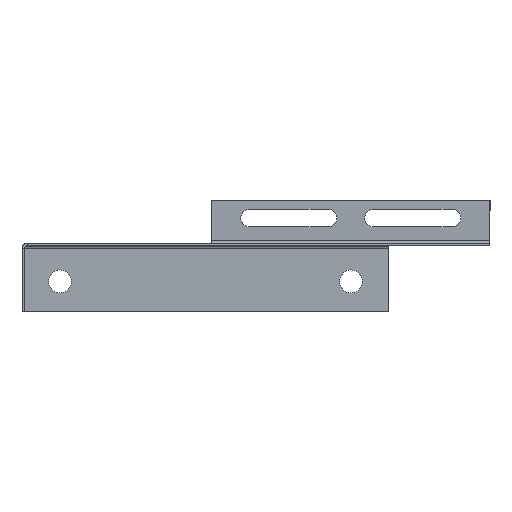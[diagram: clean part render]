
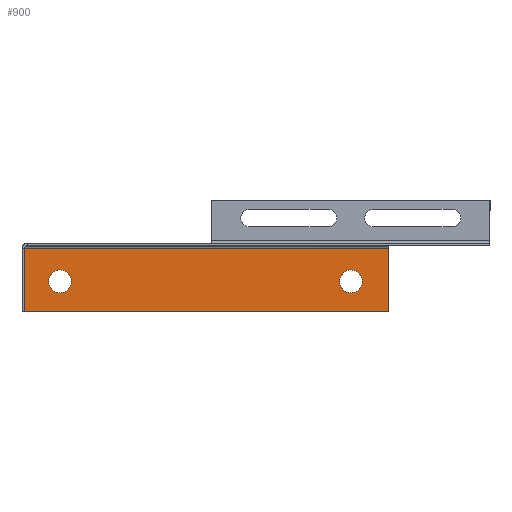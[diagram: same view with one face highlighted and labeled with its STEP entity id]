
A CAD part, front view. The second image highlights one B-rep face of the part: STEP entity #900.
In plain terms, the highlighted planar face has unit normal (0, -1, 0).
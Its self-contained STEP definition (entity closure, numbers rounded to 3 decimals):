
#10 = DIRECTION ( 'NONE',  ( 0., -1., 0. ) ) ;
#29 = CARTESIAN_POINT ( 'NONE',  ( -65., 124., -27. ) ) ;
#35 = DIRECTION ( 'NONE',  ( 0., 0., 1. ) ) ;
#150 = DIRECTION ( 'NONE',  ( 0., 0., 1. ) ) ;
#164 = EDGE_CURVE ( 'NONE', #4083, #3800, #849, .T. ) ;
#199 = DIRECTION ( 'NONE',  ( 0., -1., 0. ) ) ;
#256 = EDGE_CURVE ( 'NONE', #4083, #2465, #3659, .T. ) ;
#397 = AXIS2_PLACEMENT_3D ( 'NONE', #2013, #10, #35 ) ;
#463 = VECTOR ( 'NONE', #3595, 1000. ) ;
#476 = CARTESIAN_POINT ( 'NONE',  ( 65., 124., -15. ) ) ;
#488 = ORIENTED_EDGE ( 'NONE', *, *, #4178, .F. ) ;
#696 = LINE ( 'NONE', #2389, #1471 ) ;
#734 = VERTEX_POINT ( 'NONE', #3726 ) ;
#742 = CARTESIAN_POINT ( 'NONE',  ( -50., 124., -15. ) ) ;
#760 = DIRECTION ( 'NONE',  ( 0., 1., 0. ) ) ;
#821 = DIRECTION ( 'NONE',  ( 0., 0., 1. ) ) ;
#828 = CARTESIAN_POINT ( 'NONE',  ( -136.52, 124., -2. ) ) ;
#849 = LINE ( 'NONE', #828, #463 ) ;
#900 = ADVANCED_FACE ( 'NONE', ( #1517, #2849, #3174 ), #4206, .F. ) ;
#915 = CIRCLE ( 'NONE', #4009, 4.5 ) ;
#946 = DIRECTION ( 'NONE',  ( 0., 0., 1. ) ) ;
#1053 = CARTESIAN_POINT ( 'NONE',  ( 80., 124., -27. ) ) ;
#1082 = VECTOR ( 'NONE', #3708, 1000. ) ;
#1306 = CARTESIAN_POINT ( 'NONE',  ( -50., 124., -19.5 ) ) ;
#1406 = CIRCLE ( 'NONE', #3881, 4.5 ) ;
#1471 = VECTOR ( 'NONE', #3731, 1000. ) ;
#1517 = FACE_OUTER_BOUND ( 'NONE', #1690, .T. ) ;
#1630 = CARTESIAN_POINT ( 'NONE',  ( 65., 124., -19.5 ) ) ;
#1664 = VERTEX_POINT ( 'NONE', #3572 ) ;
#1679 = CIRCLE ( 'NONE', #3375, 4.5 ) ;
#1690 = EDGE_LOOP ( 'NONE', ( #4145, #4269, #2923, #3754 ) ) ;
#1827 = DIRECTION ( 'NONE',  ( 0., -1., 0. ) ) ;
#1871 = CARTESIAN_POINT ( 'NONE',  ( 65., 124., -15. ) ) ;
#2013 = CARTESIAN_POINT ( 'NONE',  ( -50., 124., -15. ) ) ;
#2389 = CARTESIAN_POINT ( 'NONE',  ( 0., 124., -27. ) ) ;
#2406 = DIRECTION ( 'NONE',  ( 0., -1., 0. ) ) ;
#2462 = EDGE_LOOP ( 'NONE', ( #2997, #4005 ) ) ;
#2465 = VERTEX_POINT ( 'NONE', #1053 ) ;
#2519 = CARTESIAN_POINT ( 'NONE',  ( 0., 124., 0. ) ) ;
#2602 = CARTESIAN_POINT ( 'NONE',  ( 80., 124., -2. ) ) ;
#2720 = CARTESIAN_POINT ( 'NONE',  ( -65., 124., -2. ) ) ;
#2784 = ORIENTED_EDGE ( 'NONE', *, *, #3860, .F. ) ;
#2849 = FACE_BOUND ( 'NONE', #2462, .T. ) ;
#2854 = CARTESIAN_POINT ( 'NONE',  ( -65., 124., 0. ) ) ;
#2873 = EDGE_CURVE ( 'NONE', #1664, #3520, #1679, .T. ) ;
#2923 = ORIENTED_EDGE ( 'NONE', *, *, #256, .F. ) ;
#2932 = EDGE_CURVE ( 'NONE', #3520, #1664, #915, .T. ) ;
#2997 = ORIENTED_EDGE ( 'NONE', *, *, #2873, .F. ) ;
#3037 = VERTEX_POINT ( 'NONE', #1306 ) ;
#3174 = FACE_BOUND ( 'NONE', #3501, .T. ) ;
#3375 = AXIS2_PLACEMENT_3D ( 'NONE', #1871, #199, #3845 ) ;
#3431 = DIRECTION ( 'NONE',  ( 0., 0., 1. ) ) ;
#3501 = EDGE_LOOP ( 'NONE', ( #2784, #488 ) ) ;
#3515 = EDGE_CURVE ( 'NONE', #3871, #3800, #3969, .T. ) ;
#3520 = VERTEX_POINT ( 'NONE', #1630 ) ;
#3572 = CARTESIAN_POINT ( 'NONE',  ( 65., 124., -10.5 ) ) ;
#3595 = DIRECTION ( 'NONE',  ( -1., 0., 0. ) ) ;
#3659 = LINE ( 'NONE', #4048, #1082 ) ;
#3708 = DIRECTION ( 'NONE',  ( 0., 0., -1. ) ) ;
#3726 = CARTESIAN_POINT ( 'NONE',  ( -50., 124., -10.5 ) ) ;
#3731 = DIRECTION ( 'NONE',  ( -1., 0., 0. ) ) ;
#3754 = ORIENTED_EDGE ( 'NONE', *, *, #164, .T. ) ;
#3800 = VERTEX_POINT ( 'NONE', #2720 ) ;
#3802 = EDGE_CURVE ( 'NONE', #2465, #3871, #696, .T. ) ;
#3817 = VECTOR ( 'NONE', #946, 1000. ) ;
#3845 = DIRECTION ( 'NONE',  ( 0., 0., 1. ) ) ;
#3860 = EDGE_CURVE ( 'NONE', #734, #3037, #1406, .T. ) ;
#3871 = VERTEX_POINT ( 'NONE', #29 ) ;
#3881 = AXIS2_PLACEMENT_3D ( 'NONE', #742, #2406, #3431 ) ;
#3969 = LINE ( 'NONE', #2854, #3817 ) ;
#4005 = ORIENTED_EDGE ( 'NONE', *, *, #2932, .F. ) ;
#4009 = AXIS2_PLACEMENT_3D ( 'NONE', #476, #1827, #821 ) ;
#4024 = AXIS2_PLACEMENT_3D ( 'NONE', #2519, #760, #150 ) ;
#4048 = CARTESIAN_POINT ( 'NONE',  ( 80., 124., 0. ) ) ;
#4083 = VERTEX_POINT ( 'NONE', #2602 ) ;
#4145 = ORIENTED_EDGE ( 'NONE', *, *, #3515, .F. ) ;
#4178 = EDGE_CURVE ( 'NONE', #3037, #734, #4184, .T. ) ;
#4184 = CIRCLE ( 'NONE', #397, 4.5 ) ;
#4206 = PLANE ( 'NONE',  #4024 ) ;
#4269 = ORIENTED_EDGE ( 'NONE', *, *, #3802, .F. ) ;
